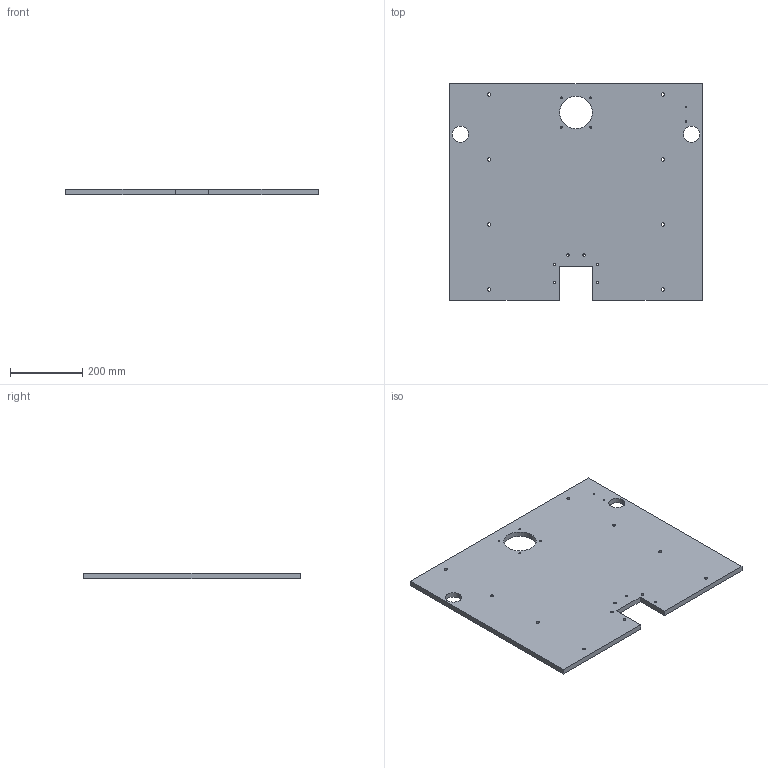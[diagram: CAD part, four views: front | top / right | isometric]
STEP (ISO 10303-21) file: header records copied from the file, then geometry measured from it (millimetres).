
FILE_DESCRIPTION (( 'STEP AP214' ), '1' );
FILE_NAME ('¸ßÐÍ»ú¼Ü1.STEP', '2022-03-11T06:53:46', ( '' ), ( '' ), 'SwSTEP 2.0', 'SolidWorks 2021', '' );
FILE_SCHEMA (( 'AUTOMOTIVE_DESIGN' ));
Length unit declared in the file: millimetre
Products named in the file (1): 詢倰儂殤1
Bounding box: 700 x 600 x 15 mm (x, y, z)
Volume: 6005182.2 mm3; surface area: 860099.3 mm2
Topology: 1 solids, 1 shells, 88 faces, 226 edges, 146 vertices
Faces by surface type: cylinder 62, plane 18, cone 8
Entity records: 3088 total; most frequent: DIRECTION 528, CARTESIAN_POINT 457, ORIENTED_EDGE 444, EDGE_CURVE 222, AXIS2_PLACEMENT_3D 217, VERTEX_POINT 146, EDGE_LOOP 140, CIRCLE 128
